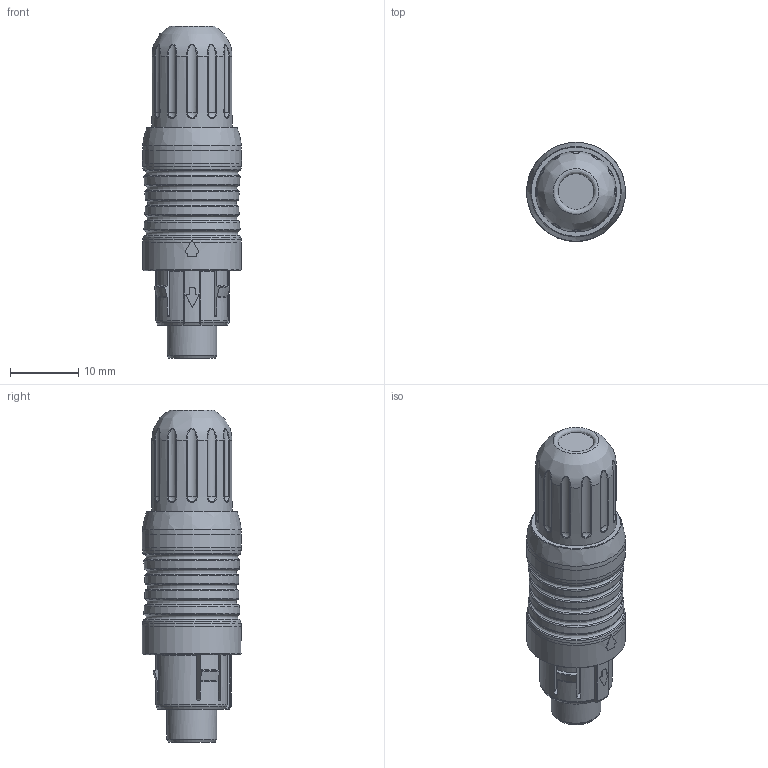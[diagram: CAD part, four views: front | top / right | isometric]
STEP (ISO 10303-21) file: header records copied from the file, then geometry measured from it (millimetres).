
FILE_DESCRIPTION(/* description */ (''),/* implementation_level */ '2;1');
FILE_NAME(/* name */ '99-4930-00-08_bg.stp',/* time_stamp */ '2010-11-03T11:15:48+01:00',/* author */ (''),/* organization */ (''),/* preprocessor_version */ 'ST-DEVELOPER v11',/* originating_system */ 'UGS - NX 5.0',/* authorisation */ '');
FILE_SCHEMA (('CONFIG_CONTROL_DESIGN'));
Length unit declared in the file: millimetre
Products named in the file (1): kbor56C5aukk
Bounding box: 14.5 x 14.54 x 48.62 mm (x, y, z)
Volume: 5517.9 mm3; surface area: 2542.5 mm2
Topology: 1 solids, 1 shells, 344 faces, 968 edges, 630 vertices
Faces by surface type: plane 103, cylinder 98, bspline 46, torus 39, cone 30, extrusion 16, sphere 12
Full cylindrical faces by diameter (mm): 0.57 x8, 6 x1, 7.3 x1, 11.8 x1, 14.5 x2
Entity records: 13853 total; most frequent: CARTESIAN_POINT 5900, ORIENTED_EDGE 1674, DIRECTION 1488, EDGE_CURVE 837, AXIS2_PLACEMENT_3D 588, VERTEX_POINT 585, EDGE_LOOP 426, ADVANCED_FACE 344
